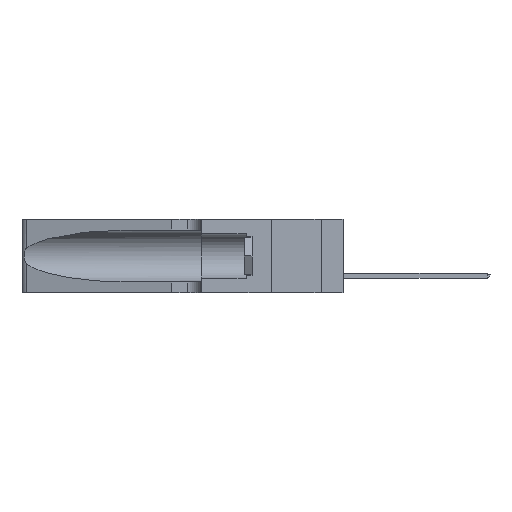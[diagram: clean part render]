
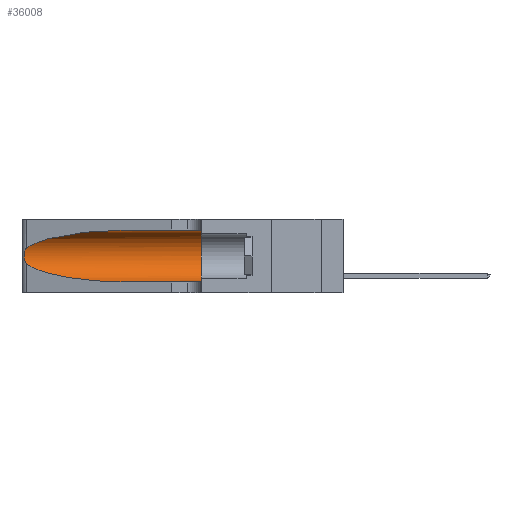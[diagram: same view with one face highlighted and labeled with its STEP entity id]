
A CAD part, left-side view. The second image highlights one B-rep face of the part: STEP entity #36008.
In plain terms, the highlighted cylindrical face has radius 3.308 mm (diameter 6.617 mm), a partial arc.
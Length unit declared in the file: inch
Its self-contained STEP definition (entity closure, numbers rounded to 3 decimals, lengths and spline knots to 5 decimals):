
#63 = VERTEX_POINT ( 'NONE', #34175 ) ;
#1045 = B_SPLINE_CURVE_WITH_KNOTS ( 'NONE', 3,
 ( #17894, #33133, #8406, #8266, #40016, #5115, #11428, #17473, #17758, #20942, #4853, #39472, #23717, #14450 ),
 .UNSPECIFIED., .F., .F.,
 ( 4, 2, 2, 2, 2, 2, 4 ),
 ( 0., 0.00027, 0.00053, 0.00107, 0.0016, 0.00187, 0.00214 ),
 .UNSPECIFIED. ) ;
#1934 = ORIENTED_EDGE ( 'NONE', *, *, #23854, .F. ) ;
#1975 = CARTESIAN_POINT ( 'NONE',  ( 0.1305, 0.72297, 0.31525 ) ) ;
#2025 = CARTESIAN_POINT ( 'NONE',  ( 0.18966, 0.96281, 0.05475 ) ) ;
#2397 = CARTESIAN_POINT ( 'NONE',  ( 0.1305, 0.72297, 0.05475 ) ) ;
#2442 = VERTEX_POINT ( 'NONE', #35259 ) ;
#3610 = CARTESIAN_POINT ( 'NONE',  ( 0.1305, 1.61858, 0.31525 ) ) ;
#4303 = VERTEX_POINT ( 'NONE', #1975 ) ;
#4853 = CARTESIAN_POINT ( 'NONE',  ( 0.25789, 1.23486, 0.15765 ) ) ;
#5115 = CARTESIAN_POINT ( 'NONE',  ( 0.26018, 1.23835, 0.19895 ) ) ;
#5976 = CARTESIAN_POINT ( 'NONE',  ( 0.1305, 1.61858, 0.05475 ) ) ;
#6003 = CARTESIAN_POINT ( 'NONE',  ( 0.1305, 0.35, 0.31525 ) ) ;
#6030 = FACE_OUTER_BOUND ( 'NONE', #9057, .T. ) ;
#6325 = VECTOR ( 'NONE', #31902, 39.37008 ) ;
#6918 = CIRCLE ( 'NONE', #12019, 0.13025 ) ;
#7419 = CARTESIAN_POINT ( 'NONE',  ( 0.18966, 0.96281, 0.31525 ) ) ;
#8204 = CARTESIAN_POINT ( 'NONE',  ( 0.25487, 1.22718, 0.14631 ) ) ;
#8266 = CARTESIAN_POINT ( 'NONE',  ( 0.25787, 1.23484, 0.2124 ) ) ;
#8406 = CARTESIAN_POINT ( 'NONE',  ( 0.25639, 1.23184, 0.21858 ) ) ;
#8768 = EDGE_CURVE ( 'NONE', #20441, #63, #24814, .T. ) ;
#9057 = EDGE_LOOP ( 'NONE', ( #14842, #38137, #29779, #16762, #1934, #21079 ) ) ;
#10019 = CARTESIAN_POINT ( 'NONE',  ( 0.1305, 1.61858, 0.185 ) ) ;
#10311 = DIRECTION ( 'NONE',  ( 0., 0., -1. ) ) ;
#11428 = CARTESIAN_POINT ( 'NONE',  ( 0.26075, 1.23896, 0.19203 ) ) ;
#12019 = AXIS2_PLACEMENT_3D ( 'NONE', #15968, #19145, #19427 ) ;
#13046 = CARTESIAN_POINT ( 'NONE',  ( 0.25487, 1.22718, 0.22369 ) ) ;
#13476 = CARTESIAN_POINT ( 'NONE',  ( 0.25487, 1.22718, 0.14631 ) ) ;
#14450 = CARTESIAN_POINT ( 'NONE',  ( 0.25487, 1.22718, 0.14631 ) ) ;
#14842 = ORIENTED_EDGE ( 'NONE', *, *, #20453, .T. ) ;
#15968 = CARTESIAN_POINT ( 'NONE',  ( 0.1305, 0.35, 0.185 ) ) ;
#16762 = ORIENTED_EDGE ( 'NONE', *, *, #8768, .T. ) ;
#17473 = CARTESIAN_POINT ( 'NONE',  ( 0.26075, 1.23896, 0.178 ) ) ;
#17758 = CARTESIAN_POINT ( 'NONE',  ( 0.26017, 1.23833, 0.17102 ) ) ;
#17894 = CARTESIAN_POINT ( 'NONE',  ( 0.25487, 1.22718, 0.22369 ) ) ;
#17895 = VERTEX_POINT ( 'NONE', #13476 ) ;
#18795 = VERTEX_POINT ( 'NONE', #6003 ) ;
#19145 = DIRECTION ( 'NONE',  ( 0., 1., 0. ) ) ;
#19427 = DIRECTION ( 'NONE',  ( 0., 0., 1. ) ) ;
#20441 = VERTEX_POINT ( 'NONE', #2397 ) ;
#20453 = EDGE_CURVE ( 'NONE', #4303, #2442, #23568, .T. ) ;
#20942 = CARTESIAN_POINT ( 'NONE',  ( 0.25856, 1.23593, 0.16098 ) ) ;
#21079 = ORIENTED_EDGE ( 'NONE', *, *, #33892, .F. ) ;
#22162 = CARTESIAN_POINT ( 'NONE',  ( 0.2373, 1.15595, 0.28018 ) ) ;
#23568 =( BOUNDED_CURVE ( )  B_SPLINE_CURVE ( 3, ( #33869, #7419, #22162, #13046 ),
 .UNSPECIFIED., .F., .T. ) 
 B_SPLINE_CURVE_WITH_KNOTS ( ( 4, 4 ),
 ( 1.5708, 2.84003 ),
 .UNSPECIFIED. ) 
 CURVE ( )  GEOMETRIC_REPRESENTATION_ITEM ( )  RATIONAL_B_SPLINE_CURVE ( ( 1., 0.87, 0.87, 1. ) ) 
 REPRESENTATION_ITEM ( '' )  );
#23717 = CARTESIAN_POINT ( 'NONE',  ( 0.25555, 1.22993, 0.14849 ) ) ;
#23854 = EDGE_CURVE ( 'NONE', #18795, #63, #6918, .T. ) ;
#24064 = CARTESIAN_POINT ( 'NONE',  ( 0.1305, 0.72297, 0.05475 ) ) ;
#24137 = EDGE_CURVE ( 'NONE', #2442, #17895, #1045, .T. ) ;
#24814 = LINE ( 'NONE', #5976, #37059 ) ;
#26034 = DIRECTION ( 'NONE',  ( 0., -1., 0. ) ) ;
#29038 =( BOUNDED_CURVE ( )  B_SPLINE_CURVE ( 3, ( #8204, #36910, #2025, #24064 ),
 .UNSPECIFIED., .F., .F. ) 
 B_SPLINE_CURVE_WITH_KNOTS ( ( 4, 4 ),
 ( 3.44316, 4.71239 ),
 .UNSPECIFIED. ) 
 CURVE ( )  GEOMETRIC_REPRESENTATION_ITEM ( )  RATIONAL_B_SPLINE_CURVE ( ( 1., 0.87, 0.87, 1. ) ) 
 REPRESENTATION_ITEM ( '' )  );
#29779 = ORIENTED_EDGE ( 'NONE', *, *, #40064, .T. ) ;
#30928 = LINE ( 'NONE', #3610, #6325 ) ;
#31902 = DIRECTION ( 'NONE',  ( 0., -1., 0. ) ) ;
#33133 = CARTESIAN_POINT ( 'NONE',  ( 0.25555, 1.22994, 0.2215 ) ) ;
#33564 = CYLINDRICAL_SURFACE ( 'NONE', #36073, 0.13025 ) ;
#33869 = CARTESIAN_POINT ( 'NONE',  ( 0.1305, 0.72297, 0.31525 ) ) ;
#33892 = EDGE_CURVE ( 'NONE', #4303, #18795, #30928, .T. ) ;
#33907 = DIRECTION ( 'NONE',  ( 0., -1., 0. ) ) ;
#34175 = CARTESIAN_POINT ( 'NONE',  ( 0.1305, 0.35, 0.05475 ) ) ;
#35259 = CARTESIAN_POINT ( 'NONE',  ( 0.25487, 1.22718, 0.22369 ) ) ;
#36008 = ADVANCED_FACE ( 'NONE', ( #6030 ), #33564, .F. ) ;
#36073 = AXIS2_PLACEMENT_3D ( 'NONE', #10019, #26034, #10311 ) ;
#36910 = CARTESIAN_POINT ( 'NONE',  ( 0.2373, 1.15595, 0.08982 ) ) ;
#37059 = VECTOR ( 'NONE', #33907, 39.37008 ) ;
#38137 = ORIENTED_EDGE ( 'NONE', *, *, #24137, .T. ) ;
#39472 = CARTESIAN_POINT ( 'NONE',  ( 0.25639, 1.23186, 0.15144 ) ) ;
#40016 = CARTESIAN_POINT ( 'NONE',  ( 0.25854, 1.2359, 0.20912 ) ) ;
#40064 = EDGE_CURVE ( 'NONE', #17895, #20441, #29038, .T. ) ;
